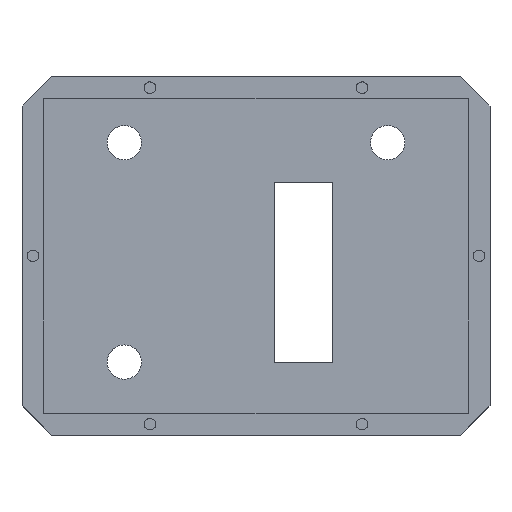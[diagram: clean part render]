
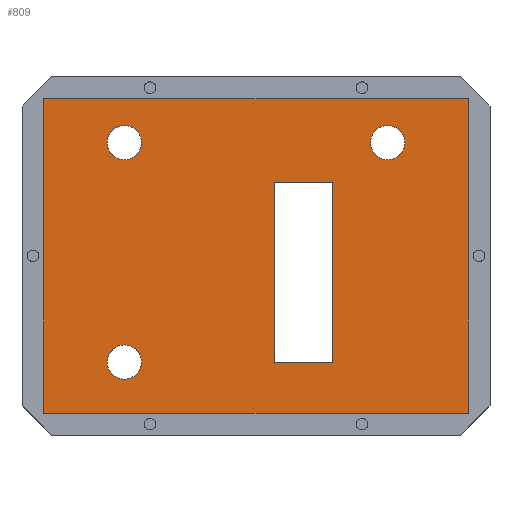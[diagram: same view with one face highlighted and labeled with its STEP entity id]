
A CAD part, top view. The second image highlights one B-rep face of the part: STEP entity #809.
In plain terms, the highlighted planar face has unit normal (0, 0, 1).
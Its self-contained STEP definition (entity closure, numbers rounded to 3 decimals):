
#38=FACE_BOUND('',#172,.T.);
#39=FACE_BOUND('',#173,.T.);
#40=FACE_BOUND('',#174,.T.);
#41=FACE_BOUND('',#175,.T.);
#46=CIRCLE('',#825,2.35);
#48=CIRCLE('',#829,2.35);
#50=CIRCLE('',#833,2.35);
#111=FACE_OUTER_BOUND('',#171,.T.);
#171=EDGE_LOOP('',(#713,#714,#715,#716));
#172=EDGE_LOOP('',(#717));
#173=EDGE_LOOP('',(#718));
#174=EDGE_LOOP('',(#719));
#175=EDGE_LOOP('',(#720,#721,#722,#723));
#189=LINE('',#1137,#273);
#192=LINE('',#1142,#276);
#243=LINE('',#1295,#327);
#247=LINE('',#1303,#331);
#250=LINE('',#1309,#334);
#253=LINE('',#1314,#337);
#258=LINE('',#1322,#342);
#259=LINE('',#1324,#343);
#273=VECTOR('',#907,10.);
#276=VECTOR('',#912,10.);
#327=VECTOR('',#1073,10.);
#331=VECTOR('',#1079,10.);
#334=VECTOR('',#1084,10.);
#337=VECTOR('',#1089,10.);
#342=VECTOR('',#1098,10.);
#343=VECTOR('',#1101,10.);
#352=VERTEX_POINT('',#1134);
#353=VERTEX_POINT('',#1136);
#354=VERTEX_POINT('',#1140);
#367=VERTEX_POINT('',#1171);
#369=VERTEX_POINT('',#1179);
#371=VERTEX_POINT('',#1187);
#400=VERTEX_POINT('',#1293);
#401=VERTEX_POINT('',#1294);
#404=VERTEX_POINT('',#1302);
#406=VERTEX_POINT('',#1308);
#408=VERTEX_POINT('',#1320);
#422=EDGE_CURVE('',#353,#352,#189,.T.);
#425=EDGE_CURVE('',#352,#354,#192,.T.);
#439=EDGE_CURVE('',#367,#367,#46,.T.);
#443=EDGE_CURVE('',#369,#369,#48,.T.);
#447=EDGE_CURVE('',#371,#371,#50,.T.);
#497=EDGE_CURVE('',#400,#401,#243,.T.);
#501=EDGE_CURVE('',#401,#404,#247,.T.);
#504=EDGE_CURVE('',#404,#406,#250,.T.);
#507=EDGE_CURVE('',#406,#400,#253,.T.);
#512=EDGE_CURVE('',#354,#408,#258,.T.);
#513=EDGE_CURVE('',#408,#353,#259,.T.);
#713=ORIENTED_EDGE('',*,*,#497,.T.);
#714=ORIENTED_EDGE('',*,*,#501,.T.);
#715=ORIENTED_EDGE('',*,*,#504,.T.);
#716=ORIENTED_EDGE('',*,*,#507,.T.);
#717=ORIENTED_EDGE('',*,*,#447,.T.);
#718=ORIENTED_EDGE('',*,*,#443,.T.);
#719=ORIENTED_EDGE('',*,*,#439,.T.);
#720=ORIENTED_EDGE('',*,*,#513,.T.);
#721=ORIENTED_EDGE('',*,*,#422,.T.);
#722=ORIENTED_EDGE('',*,*,#425,.T.);
#723=ORIENTED_EDGE('',*,*,#512,.T.);
#760=PLANE('',#881);
#809=ADVANCED_FACE('',(#111,#38,#39,#40,#41),#760,.T.);
#825=AXIS2_PLACEMENT_3D('',#1172,#936,#937);
#829=AXIS2_PLACEMENT_3D('',#1180,#946,#947);
#833=AXIS2_PLACEMENT_3D('',#1188,#956,#957);
#881=AXIS2_PLACEMENT_3D('',#1327,#1106,#1107);
#907=DIRECTION('',(0.,1.,0.));
#912=DIRECTION('',(1.,0.,0.));
#936=DIRECTION('center_axis',(0.,0.,-1.));
#937=DIRECTION('ref_axis',(1.,0.,0.));
#946=DIRECTION('center_axis',(0.,0.,-1.));
#947=DIRECTION('ref_axis',(1.,0.,0.));
#956=DIRECTION('center_axis',(0.,0.,-1.));
#957=DIRECTION('ref_axis',(1.,0.,0.));
#1073=DIRECTION('',(0.,1.,0.));
#1079=DIRECTION('',(-1.,0.,0.));
#1084=DIRECTION('',(0.,-1.,0.));
#1089=DIRECTION('',(1.,0.,0.));
#1098=DIRECTION('',(0.,-1.,0.));
#1101=DIRECTION('',(-1.,0.,0.));
#1106=DIRECTION('center_axis',(0.,0.,1.));
#1107=DIRECTION('ref_axis',(1.,0.,0.));
#1134=CARTESIAN_POINT('',(31.5,-11.5,0.));
#1136=CARTESIAN_POINT('',(31.5,-36.,0.));
#1137=CARTESIAN_POINT('',(31.5,-36.,0.));
#1140=CARTESIAN_POINT('',(39.5,-11.5,0.));
#1142=CARTESIAN_POINT('',(31.5,-11.5,0.));
#1171=CARTESIAN_POINT('',(8.65,-36.,0.));
#1172=CARTESIAN_POINT('Origin',(11.,-36.,0.));
#1179=CARTESIAN_POINT('',(8.65,-6.,0.));
#1180=CARTESIAN_POINT('Origin',(11.,-6.,0.));
#1187=CARTESIAN_POINT('',(44.65,-6.,0.));
#1188=CARTESIAN_POINT('Origin',(47.,-6.,0.));
#1293=CARTESIAN_POINT('',(58.,-43.,0.));
#1294=CARTESIAN_POINT('',(58.,0.,0.));
#1295=CARTESIAN_POINT('',(58.,-10.75,0.));
#1302=CARTESIAN_POINT('',(0.,0.,0.));
#1303=CARTESIAN_POINT('',(14.5,0.,0.));
#1308=CARTESIAN_POINT('',(0.,-43.,0.));
#1309=CARTESIAN_POINT('',(0.,-32.25,0.));
#1314=CARTESIAN_POINT('',(43.5,-43.,0.));
#1320=CARTESIAN_POINT('',(39.5,-36.,0.));
#1322=CARTESIAN_POINT('',(39.5,-11.5,0.));
#1324=CARTESIAN_POINT('',(39.5,-36.,0.));
#1327=CARTESIAN_POINT('Origin',(29.,-21.5,0.));
